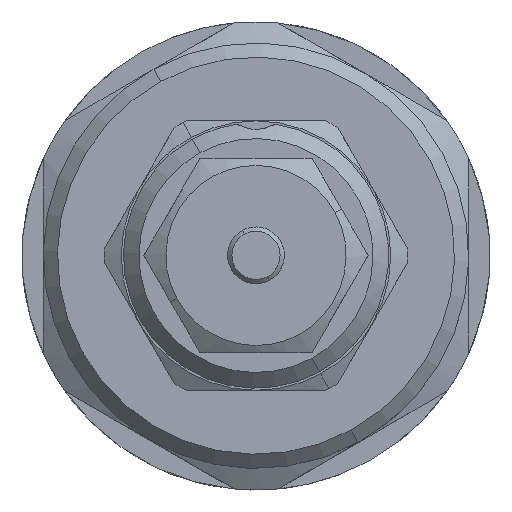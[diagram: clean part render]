
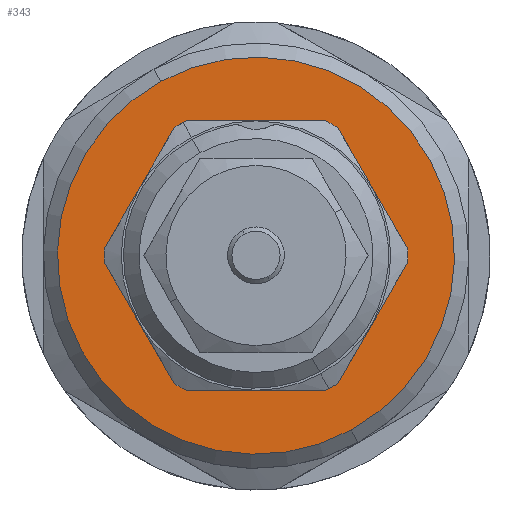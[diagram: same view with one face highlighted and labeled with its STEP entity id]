
A CAD part, top view. The second image highlights one B-rep face of the part: STEP entity #343.
In plain terms, the highlighted planar face has unit normal (0, 0, 1).
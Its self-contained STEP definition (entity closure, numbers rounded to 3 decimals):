
#206=CARTESIAN_POINT('Axis2P3D Location',(0.,15.,15.3)) ;
#211=CARTESIAN_POINT('Axis2P3D Location',(0.,0.,15.3)) ;
#215=CARTESIAN_POINT('Vertex',(-6.712,12.286,15.3)) ;
#217=CARTESIAN_POINT('Vertex',(6.712,-12.286,15.3)) ;
#220=CARTESIAN_POINT('Axis2P3D Location',(0.,0.,15.3)) ;
#229=CARTESIAN_POINT('Axis2P3D Location',(0.,0.,15.3)) ;
#233=CARTESIAN_POINT('Vertex',(-10.7,0.,15.3)) ;
#235=CARTESIAN_POINT('Vertex',(-10.689,-0.486,15.3)) ;
#238=CARTESIAN_POINT('Axis2P3D Location',(0.,0.,15.3)) ;
#242=CARTESIAN_POINT('Vertex',(-10.689,0.486,15.3)) ;
#245=CARTESIAN_POINT('Line Origine',(-8.227,4.75,15.3)) ;
#249=CARTESIAN_POINT('Vertex',(-5.766,9.014,15.3)) ;
#252=CARTESIAN_POINT('Axis2P3D Location',(0.,0.,15.3)) ;
#256=CARTESIAN_POINT('Vertex',(-4.923,9.5,15.3)) ;
#259=CARTESIAN_POINT('Line Origine',(0.,9.5,15.3)) ;
#263=CARTESIAN_POINT('Vertex',(4.923,9.5,15.3)) ;
#266=CARTESIAN_POINT('Axis2P3D Location',(0.,0.,15.3)) ;
#270=CARTESIAN_POINT('Vertex',(5.766,9.014,15.3)) ;
#273=CARTESIAN_POINT('Line Origine',(8.227,4.75,15.3)) ;
#277=CARTESIAN_POINT('Vertex',(10.689,0.486,15.3)) ;
#280=CARTESIAN_POINT('Axis2P3D Location',(0.,0.,15.3)) ;
#284=CARTESIAN_POINT('Vertex',(10.7,0.,15.3)) ;
#287=CARTESIAN_POINT('Axis2P3D Location',(0.,0.,15.3)) ;
#291=CARTESIAN_POINT('Vertex',(10.689,-0.486,15.3)) ;
#294=CARTESIAN_POINT('Line Origine',(8.227,-4.75,15.3)) ;
#298=CARTESIAN_POINT('Vertex',(5.766,-9.014,15.3)) ;
#301=CARTESIAN_POINT('Axis2P3D Location',(0.,0.,15.3)) ;
#305=CARTESIAN_POINT('Vertex',(4.923,-9.5,15.3)) ;
#308=CARTESIAN_POINT('Line Origine',(0.,-9.5,15.3)) ;
#312=CARTESIAN_POINT('Vertex',(-4.923,-9.5,15.3)) ;
#315=CARTESIAN_POINT('Axis2P3D Location',(0.,0.,15.3)) ;
#319=CARTESIAN_POINT('Vertex',(-5.766,-9.014,15.3)) ;
#322=CARTESIAN_POINT('Line Origine',(-8.227,-4.75,15.3)) ;
#207=DIRECTION('Axis2P3D Direction',(0.,0.,1.)) ;
#208=DIRECTION('Axis2P3D XDirection',(1.,0.,0.)) ;
#212=DIRECTION('Axis2P3D Direction',(0.,0.,1.)) ;
#221=DIRECTION('Axis2P3D Direction',(0.,0.,1.)) ;
#230=DIRECTION('Axis2P3D Direction',(0.,0.,1.)) ;
#239=DIRECTION('Axis2P3D Direction',(0.,0.,1.)) ;
#246=DIRECTION('Vector Direction',(-0.5,-0.866,0.)) ;
#253=DIRECTION('Axis2P3D Direction',(0.,0.,1.)) ;
#260=DIRECTION('Vector Direction',(-1.,0.,0.)) ;
#267=DIRECTION('Axis2P3D Direction',(0.,0.,1.)) ;
#274=DIRECTION('Vector Direction',(-0.5,0.866,0.)) ;
#281=DIRECTION('Axis2P3D Direction',(0.,0.,1.)) ;
#288=DIRECTION('Axis2P3D Direction',(0.,0.,1.)) ;
#295=DIRECTION('Vector Direction',(0.5,0.866,0.)) ;
#302=DIRECTION('Axis2P3D Direction',(0.,0.,1.)) ;
#309=DIRECTION('Vector Direction',(1.,0.,0.)) ;
#316=DIRECTION('Axis2P3D Direction',(0.,0.,1.)) ;
#323=DIRECTION('Vector Direction',(0.5,-0.866,0.)) ;
#209=AXIS2_PLACEMENT_3D('Plane Axis2P3D',#206,#207,#208) ;
#213=AXIS2_PLACEMENT_3D('Circle Axis2P3D',#211,#212,$) ;
#222=AXIS2_PLACEMENT_3D('Circle Axis2P3D',#220,#221,$) ;
#231=AXIS2_PLACEMENT_3D('Circle Axis2P3D',#229,#230,$) ;
#240=AXIS2_PLACEMENT_3D('Circle Axis2P3D',#238,#239,$) ;
#254=AXIS2_PLACEMENT_3D('Circle Axis2P3D',#252,#253,$) ;
#268=AXIS2_PLACEMENT_3D('Circle Axis2P3D',#266,#267,$) ;
#282=AXIS2_PLACEMENT_3D('Circle Axis2P3D',#280,#281,$) ;
#289=AXIS2_PLACEMENT_3D('Circle Axis2P3D',#287,#288,$) ;
#303=AXIS2_PLACEMENT_3D('Circle Axis2P3D',#301,#302,$) ;
#317=AXIS2_PLACEMENT_3D('Circle Axis2P3D',#315,#316,$) ;
#226=ORIENTED_EDGE('',*,*,#219,.T.) ;
#227=ORIENTED_EDGE('',*,*,#224,.T.) ;
#328=ORIENTED_EDGE('',*,*,#237,.F.) ;
#329=ORIENTED_EDGE('',*,*,#244,.F.) ;
#330=ORIENTED_EDGE('',*,*,#251,.F.) ;
#331=ORIENTED_EDGE('',*,*,#258,.F.) ;
#332=ORIENTED_EDGE('',*,*,#265,.F.) ;
#333=ORIENTED_EDGE('',*,*,#272,.F.) ;
#334=ORIENTED_EDGE('',*,*,#279,.F.) ;
#335=ORIENTED_EDGE('',*,*,#286,.F.) ;
#336=ORIENTED_EDGE('',*,*,#293,.F.) ;
#337=ORIENTED_EDGE('',*,*,#300,.F.) ;
#338=ORIENTED_EDGE('',*,*,#307,.F.) ;
#339=ORIENTED_EDGE('',*,*,#314,.F.) ;
#340=ORIENTED_EDGE('',*,*,#321,.F.) ;
#341=ORIENTED_EDGE('',*,*,#326,.F.) ;
#342=FACE_BOUND('',#327,.T.) ;
#247=VECTOR('Line Direction',#246,1.) ;
#261=VECTOR('Line Direction',#260,1.) ;
#275=VECTOR('Line Direction',#274,1.) ;
#296=VECTOR('Line Direction',#295,1.) ;
#310=VECTOR('Line Direction',#309,1.) ;
#324=VECTOR('Line Direction',#323,1.) ;
#343=ADVANCED_FACE('PartBody',(#228,#342),#210,.T.) ;
#214=CIRCLE('generated circle',#213,14.) ;
#223=CIRCLE('generated circle',#222,14.) ;
#232=CIRCLE('generated circle',#231,10.7) ;
#241=CIRCLE('generated circle',#240,10.7) ;
#255=CIRCLE('generated circle',#254,10.7) ;
#269=CIRCLE('generated circle',#268,10.7) ;
#283=CIRCLE('generated circle',#282,10.7) ;
#290=CIRCLE('generated circle',#289,10.7) ;
#304=CIRCLE('generated circle',#303,10.7) ;
#318=CIRCLE('generated circle',#317,10.7) ;
#219=EDGE_CURVE('',#216,#218,#214,.T.) ;
#224=EDGE_CURVE('',#218,#216,#223,.T.) ;
#237=EDGE_CURVE('',#234,#236,#232,.T.) ;
#244=EDGE_CURVE('',#243,#234,#241,.T.) ;
#251=EDGE_CURVE('',#250,#243,#248,.T.) ;
#258=EDGE_CURVE('',#257,#250,#255,.T.) ;
#265=EDGE_CURVE('',#264,#257,#262,.T.) ;
#272=EDGE_CURVE('',#271,#264,#269,.T.) ;
#279=EDGE_CURVE('',#278,#271,#276,.T.) ;
#286=EDGE_CURVE('',#285,#278,#283,.T.) ;
#293=EDGE_CURVE('',#292,#285,#290,.T.) ;
#300=EDGE_CURVE('',#299,#292,#297,.T.) ;
#307=EDGE_CURVE('',#306,#299,#304,.T.) ;
#314=EDGE_CURVE('',#313,#306,#311,.T.) ;
#321=EDGE_CURVE('',#320,#313,#318,.T.) ;
#326=EDGE_CURVE('',#236,#320,#325,.T.) ;
#225=EDGE_LOOP('',(#226,#227)) ;
#327=EDGE_LOOP('',(#328,#329,#330,#331,#332,#333,#334,#335,#336,#337,#338,#339,#340,#341)) ;
#228=FACE_OUTER_BOUND('',#225,.T.) ;
#248=LINE('Line',#245,#247) ;
#262=LINE('Line',#259,#261) ;
#276=LINE('Line',#273,#275) ;
#297=LINE('Line',#294,#296) ;
#311=LINE('Line',#308,#310) ;
#325=LINE('Line',#322,#324) ;
#210=PLANE('',#209) ;
#216=VERTEX_POINT('',#215) ;
#218=VERTEX_POINT('',#217) ;
#234=VERTEX_POINT('',#233) ;
#236=VERTEX_POINT('',#235) ;
#243=VERTEX_POINT('',#242) ;
#250=VERTEX_POINT('',#249) ;
#257=VERTEX_POINT('',#256) ;
#264=VERTEX_POINT('',#263) ;
#271=VERTEX_POINT('',#270) ;
#278=VERTEX_POINT('',#277) ;
#285=VERTEX_POINT('',#284) ;
#292=VERTEX_POINT('',#291) ;
#299=VERTEX_POINT('',#298) ;
#306=VERTEX_POINT('',#305) ;
#313=VERTEX_POINT('',#312) ;
#320=VERTEX_POINT('',#319) ;
